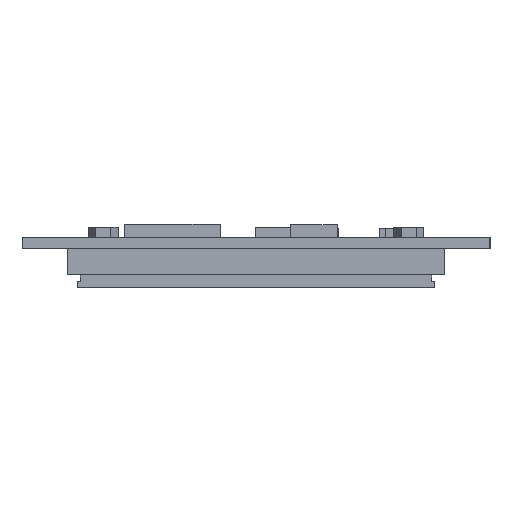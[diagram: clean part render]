
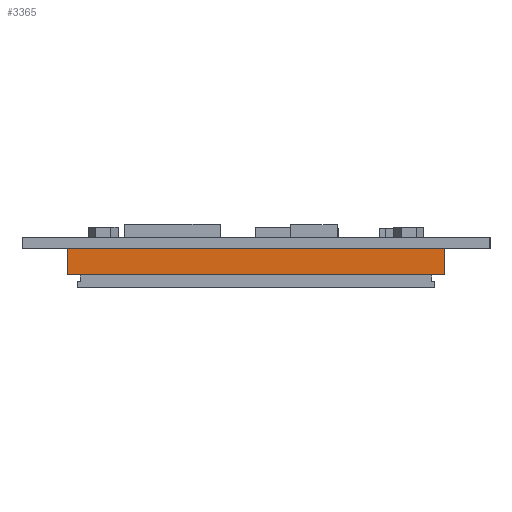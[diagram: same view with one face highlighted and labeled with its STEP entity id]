
A CAD part, left-side view. The second image highlights one B-rep face of the part: STEP entity #3365.
In plain terms, the highlighted planar face has unit normal (-1, 0, 0).
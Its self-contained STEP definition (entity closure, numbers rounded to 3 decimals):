
#413=FACE_OUTER_BOUND('',#592,.T.);
#592=EDGE_LOOP('',(#2675,#2676,#2677,#2678));
#1043=LINE('',#5213,#1387);
#1044=LINE('',#5215,#1388);
#1045=LINE('',#5217,#1389);
#1046=LINE('',#5218,#1390);
#1387=VECTOR('',#4223,10.);
#1388=VECTOR('',#4224,10.);
#1389=VECTOR('',#4225,10.);
#1390=VECTOR('',#4226,10.);
#1655=VERTEX_POINT('',#5211);
#1656=VERTEX_POINT('',#5212);
#1657=VERTEX_POINT('',#5214);
#1658=VERTEX_POINT('',#5216);
#2043=EDGE_CURVE('',#1655,#1656,#1043,.T.);
#2044=EDGE_CURVE('',#1655,#1657,#1044,.T.);
#2045=EDGE_CURVE('',#1658,#1657,#1045,.T.);
#2046=EDGE_CURVE('',#1656,#1658,#1046,.T.);
#2675=ORIENTED_EDGE('',*,*,#2043,.F.);
#2676=ORIENTED_EDGE('',*,*,#2044,.T.);
#2677=ORIENTED_EDGE('',*,*,#2045,.F.);
#2678=ORIENTED_EDGE('',*,*,#2046,.F.);
#3247=PLANE('',#3561);
#3365=ADVANCED_FACE('',(#413),#3247,.T.);
#3561=AXIS2_PLACEMENT_3D('',#5210,#4221,#4222);
#4221=DIRECTION('center_axis',(-1.,0.,0.));
#4222=DIRECTION('ref_axis',(0.,1.,0.));
#4223=DIRECTION('',(0.,-1.,0.));
#4224=DIRECTION('',(0.,0.,-1.));
#4225=DIRECTION('',(0.,1.,0.));
#4226=DIRECTION('',(0.,0.,-1.));
#5210=CARTESIAN_POINT('Origin',(0.5,7.,0.));
#5211=CARTESIAN_POINT('',(0.5,65.,0.));
#5212=CARTESIAN_POINT('',(0.5,7.,0.));
#5213=CARTESIAN_POINT('',(0.5,21.5,0.));
#5214=CARTESIAN_POINT('',(0.5,65.,-4.));
#5215=CARTESIAN_POINT('',(0.5,65.,0.));
#5216=CARTESIAN_POINT('',(0.5,7.,-4.));
#5217=CARTESIAN_POINT('',(0.5,7.,-4.));
#5218=CARTESIAN_POINT('',(0.5,7.,0.));
